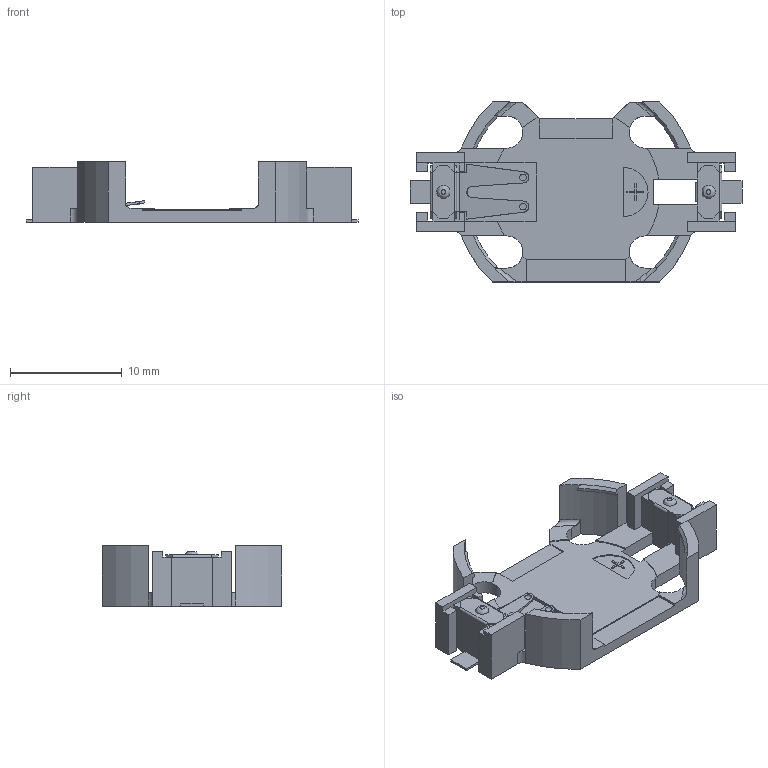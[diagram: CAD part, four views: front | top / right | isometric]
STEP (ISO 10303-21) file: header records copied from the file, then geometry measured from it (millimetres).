
FILE_DESCRIPTION(('FreeCAD Model'),'2;1');
FILE_NAME('SW3DPS-BATT_HOLDER_DIP_(SMTU2032-LF)-DEFAULT001.step', '2018-03-10T07:45:28',('kicad StepUp'),('ksu MCAD'), 'Open CASCADE STEP processor 6.8','FreeCAD','Unknown');
FILE_SCHEMA(('AUTOMOTIVE_DESIGN_CC2 { 1 2 10303 214 -1 1 5 4 }'));
Length unit declared in the file: millimetre
Products named in the file (2): ASSEMBLY; SW3DPS-BATT_HOLDER_DIP_(SMTU2032-LF)-DEFAULT001
Assembly tree (1 placements, depth 2):
  ASSEMBLY
    SW3DPS-BATT_HOLDER_DIP_(SMTU2032-LF)-DEFAULT001
Bounding box: 29.71 x 16.1 x 5.4 mm (x, y, z)
Volume: 566.7 mm3; surface area: 1327.6 mm2
Topology: 1 solids, 1 shells, 239 faces, 671 edges, 433 vertices
Faces by surface type: plane 190, cylinder 37, torus 4, cone 4, bspline 2, sphere 2
Entity records: 9387 total; most frequent: CARTESIAN_POINT 1459, ORIENTED_EDGE 1334, DIRECTION 1248, EDGE_CURVE 667, LINE 544, VECTOR 544, VERTEX_POINT 433, AXIS2_PLACEMENT_3D 352
